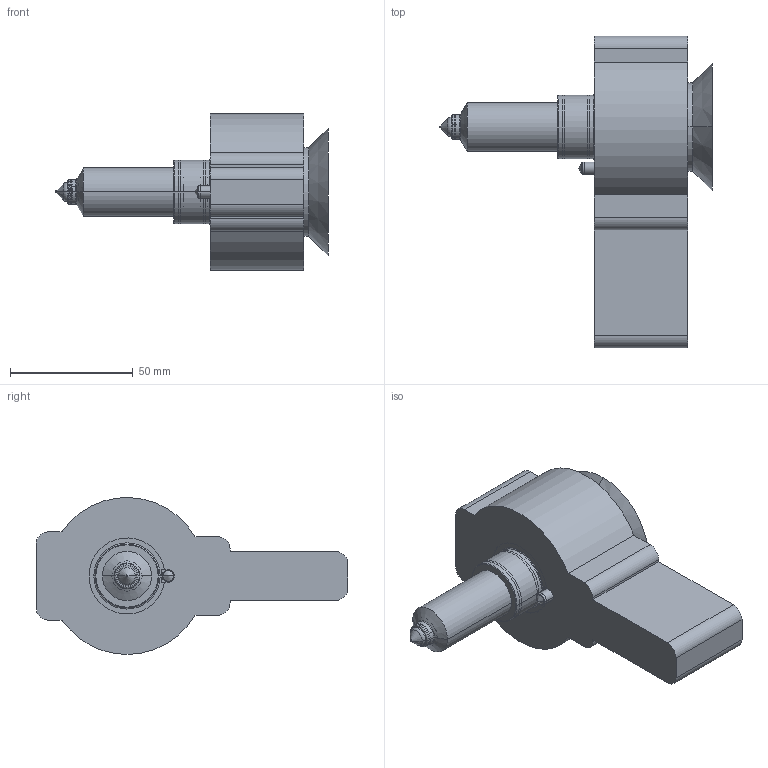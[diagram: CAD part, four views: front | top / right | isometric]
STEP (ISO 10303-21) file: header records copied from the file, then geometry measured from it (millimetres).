
FILE_DESCRIPTION (( 'STEP AP214' ), '1' );
FILE_NAME ('Dysza centralna - 20x63 EA-WP26.STEP', '2017-05-29T12:05:34', ( '' ), ( '' ), 'SwSTEP 2.0', 'SolidWorks 2016', '' );
FILE_SCHEMA (( 'AUTOMOTIVE_DESIGN' ));
Length unit declared in the file: millimetre
Products named in the file (9): nak³adka - EA-WP-26; 20x063 - korpus - 26061-02; nakladka do dyszy centralnej 26 - 26000-11; komora nak³adki 26; 20x063 - komora 20x063; grza³ka opaskowa 40x22 - nak³adka 26 - 26000-09; Dysza centralna - 20x63 EA-WP26; nak³adka 26 - 26000-11; 20x063 - dysza - 20063-00_Standard
Assembly tree (8 placements, depth 4):
  Dysza centralna - 20x63 EA-WP26
    nak³adka - EA-WP-26
      nak³adka 26 - 26000-11
        nakladka do dyszy centralnej 26 - 26000-11
      grza³ka opaskowa 40x22 - nak³adka 26 - 26000-09
      komora nak³adki 26
    20x063 - dysza - 20063-00_Standard
      20x063 - korpus - 26061-02
      20x063 - komora 20x063
Bounding box: 111 x 127 x 63.98 mm (x, y, z)
Volume: 284366.8 mm3; surface area: 60835 mm2
Topology: 8 solids, 12 shells, 431 faces, 1033 edges, 623 vertices
Faces by surface type: cylinder 158, plane 96, torus 87, cone 59, sphere 18, bspline 13
Entity records: 18315 total; most frequent: CARTESIAN_POINT 7973, DIRECTION 2229, ORIENTED_EDGE 2054, EDGE_CURVE 1027, AXIS2_PLACEMENT_3D 941, VERTEX_POINT 623, CIRCLE 509, EDGE_LOOP 456
